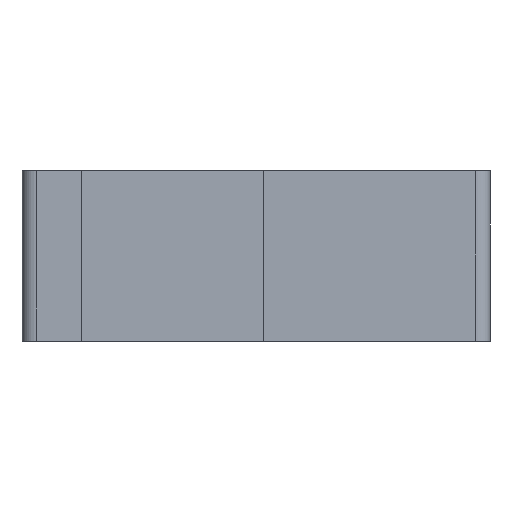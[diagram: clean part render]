
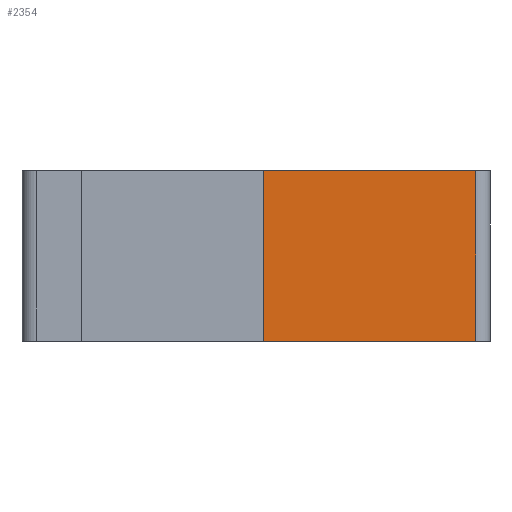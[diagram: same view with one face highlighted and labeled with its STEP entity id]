
A CAD part, top view. The second image highlights one B-rep face of the part: STEP entity #2354.
In plain terms, the highlighted planar face has unit normal (0, 0, 1).
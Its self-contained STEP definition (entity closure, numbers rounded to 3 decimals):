
#652 = VERTEX_POINT('',#653);
#653 = CARTESIAN_POINT('',(0.,3.75,1.195));
#716 = VERTEX_POINT('',#717);
#717 = CARTESIAN_POINT('',(0.,-3.75,1.195));
#726 = EDGE_CURVE('',#716,#652,#727,.T.);
#727 = LINE('',#728,#729);
#728 = CARTESIAN_POINT('',(0.,-3.75,1.195));
#729 = VECTOR('',#730,1.);
#730 = DIRECTION('',(0.,1.,0.));
#2296 = EDGE_CURVE('',#2297,#652,#2299,.T.);
#2297 = VERTEX_POINT('',#2298);
#2298 = CARTESIAN_POINT('',(19.37,3.75,1.195));
#2299 = LINE('',#2300,#2301);
#2300 = CARTESIAN_POINT('',(19.37,3.75,1.195));
#2301 = VECTOR('',#2302,1.);
#2302 = DIRECTION('',(-1.,0.,0.));
#2354 = ADVANCED_FACE('',(#2355),#2373,.T.);
#2355 = FACE_BOUND('',#2356,.T.);
#2356 = EDGE_LOOP('',(#2357,#2365,#2371,#2372));
#2357 = ORIENTED_EDGE('',*,*,#2358,.T.);
#2358 = EDGE_CURVE('',#716,#2359,#2361,.T.);
#2359 = VERTEX_POINT('',#2360);
#2360 = CARTESIAN_POINT('',(19.37,-3.75,1.195));
#2361 = LINE('',#2362,#2363);
#2362 = CARTESIAN_POINT('',(-0.63,-3.75,1.195));
#2363 = VECTOR('',#2364,1.);
#2364 = DIRECTION('',(1.,0.,0.));
#2365 = ORIENTED_EDGE('',*,*,#2366,.T.);
#2366 = EDGE_CURVE('',#2359,#2297,#2367,.T.);
#2367 = LINE('',#2368,#2369);
#2368 = CARTESIAN_POINT('',(19.37,-3.75,1.195));
#2369 = VECTOR('',#2370,1.);
#2370 = DIRECTION('',(0.,1.,0.));
#2371 = ORIENTED_EDGE('',*,*,#2296,.T.);
#2372 = ORIENTED_EDGE('',*,*,#726,.F.);
#2373 = PLANE('',#2374);
#2374 = AXIS2_PLACEMENT_3D('',#2375,#2376,#2377);
#2375 = CARTESIAN_POINT('',(9.37,0.,1.195));
#2376 = DIRECTION('',(0.,0.,1.));
#2377 = DIRECTION('',(1.,0.,0.));
